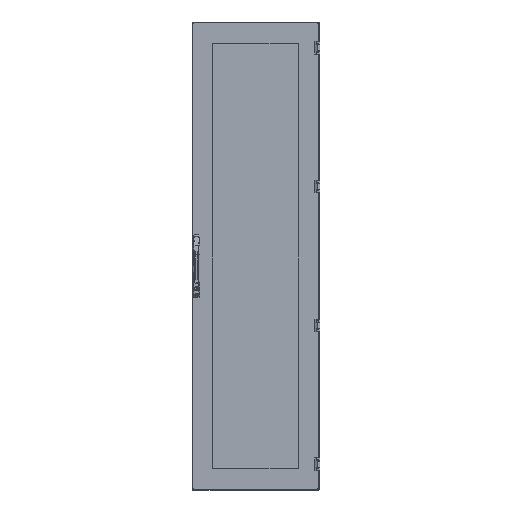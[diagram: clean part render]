
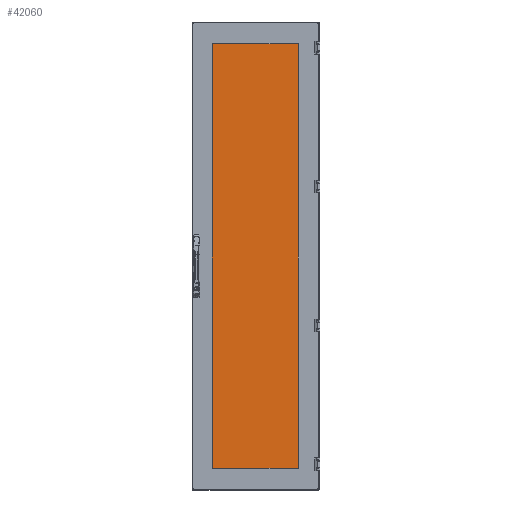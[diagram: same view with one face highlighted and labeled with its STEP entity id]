
A CAD part, top view. The second image highlights one B-rep face of the part: STEP entity #42060.
In plain terms, the highlighted planar face has unit normal (0, 0, 1).
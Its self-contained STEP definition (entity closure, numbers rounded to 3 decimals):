
#5119 = AXIS2_PLACEMENT_3D ( 'NONE', #8312, #37303, #65357 ) ;
#6096 = DIRECTION ( 'NONE',  ( 0., -1., 0. ) ) ;
#8312 = CARTESIAN_POINT ( 'NONE',  ( 0., 0., 4. ) ) ;
#10106 = VERTEX_POINT ( 'NONE', #77830 ) ;
#13202 = LINE ( 'NONE', #62658, #63880 ) ;
#13889 = VECTOR ( 'NONE', #63144, 1000. ) ;
#15628 = CARTESIAN_POINT ( 'NONE',  ( 223.25, 1011.05, 4. ) ) ;
#15777 = DIRECTION ( 'NONE',  ( 0., 1., 0. ) ) ;
#17214 = ORIENTED_EDGE ( 'NONE', *, *, #27554, .T. ) ;
#17542 = EDGE_CURVE ( 'NONE', #47128, #77387, #13202, .T. ) ;
#18861 = EDGE_CURVE ( 'NONE', #77387, #10106, #33232, .T. ) ;
#18978 = CARTESIAN_POINT ( 'NONE',  ( -223.25, -1011.05, 4. ) ) ;
#24313 = VERTEX_POINT ( 'NONE', #15628 ) ;
#25795 = DIRECTION ( 'NONE',  ( -1., 0., 0. ) ) ;
#26268 = CARTESIAN_POINT ( 'NONE',  ( -223.25, 1011.05, 4. ) ) ;
#27483 = ORIENTED_EDGE ( 'NONE', *, *, #57618, .T. ) ;
#27554 = EDGE_CURVE ( 'NONE', #24313, #47128, #92294, .T. ) ;
#31198 = CARTESIAN_POINT ( 'NONE',  ( -223.25, 1011.05, 4. ) ) ;
#33232 = LINE ( 'NONE', #18978, #13889 ) ;
#37303 = DIRECTION ( 'NONE',  ( 0., 0., -1. ) ) ;
#42060 = ADVANCED_FACE ( 'NONE', ( #44446 ), #73872, .F. ) ;
#43843 = LINE ( 'NONE', #87547, #79738 ) ;
#44446 = FACE_OUTER_BOUND ( 'NONE', #71850, .T. ) ;
#47128 = VERTEX_POINT ( 'NONE', #31198 ) ;
#51878 = ORIENTED_EDGE ( 'NONE', *, *, #17542, .T. ) ;
#57618 = EDGE_CURVE ( 'NONE', #10106, #24313, #43843, .T. ) ;
#59669 = VECTOR ( 'NONE', #25795, 1000. ) ;
#62658 = CARTESIAN_POINT ( 'NONE',  ( -223.25, -1011.05, 4. ) ) ;
#63144 = DIRECTION ( 'NONE',  ( 1., 0., 0. ) ) ;
#63880 = VECTOR ( 'NONE', #6096, 1000. ) ;
#65357 = DIRECTION ( 'NONE',  ( -1., 0., 0. ) ) ;
#70549 = CARTESIAN_POINT ( 'NONE',  ( -223.25, -1011.05, 4. ) ) ;
#71850 = EDGE_LOOP ( 'NONE', ( #27483, #17214, #51878, #93217 ) ) ;
#73872 = PLANE ( 'NONE',  #5119 ) ;
#77387 = VERTEX_POINT ( 'NONE', #70549 ) ;
#77830 = CARTESIAN_POINT ( 'NONE',  ( 223.25, -1011.05, 4. ) ) ;
#79738 = VECTOR ( 'NONE', #15777, 1000. ) ;
#87547 = CARTESIAN_POINT ( 'NONE',  ( 223.25, -1011.05, 4. ) ) ;
#92294 = LINE ( 'NONE', #26268, #59669 ) ;
#93217 = ORIENTED_EDGE ( 'NONE', *, *, #18861, .T. ) ;
